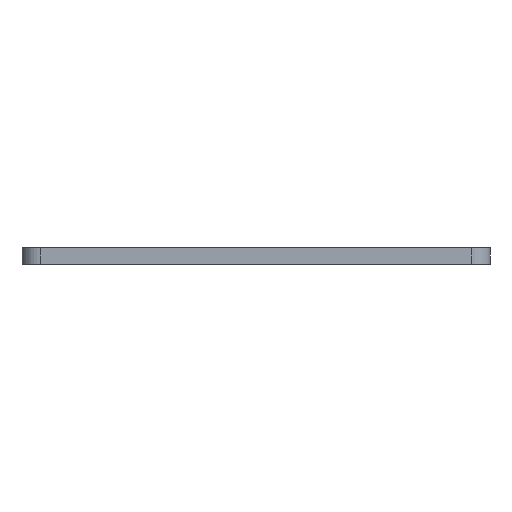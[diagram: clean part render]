
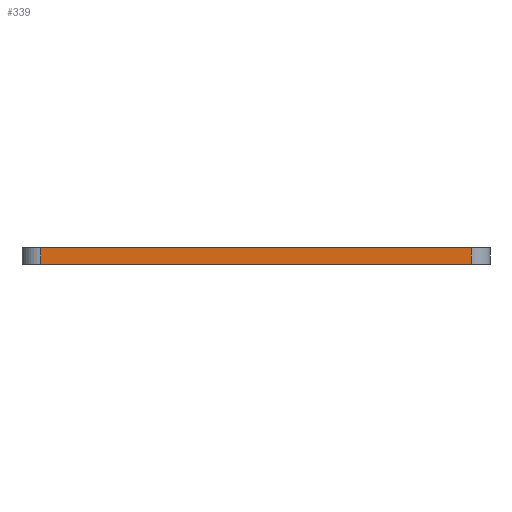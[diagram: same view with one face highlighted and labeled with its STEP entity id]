
A CAD part, front view. The second image highlights one B-rep face of the part: STEP entity #339.
In plain terms, the highlighted planar face has unit normal (0, -1, 0).
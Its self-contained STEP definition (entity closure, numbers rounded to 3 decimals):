
#15 = ORIENTED_EDGE ( 'NONE', *, *, #1223, .T. ) ;
#49 = PLANE ( 'NONE',  #519 ) ;
#70 = CARTESIAN_POINT ( 'NONE',  ( 2.54, 0., -2.286 ) ) ;
#183 = CARTESIAN_POINT ( 'NONE',  ( 2.54, 0., 0. ) ) ;
#205 = ORIENTED_EDGE ( 'NONE', *, *, #1271, .F. ) ;
#223 = VERTEX_POINT ( 'NONE', #690 ) ;
#301 = LINE ( 'NONE', #1067, #1339 ) ;
#339 = ADVANCED_FACE ( 'NONE', ( #385 ), #49, .T. ) ;
#345 = VECTOR ( 'NONE', #1285, 1000. ) ;
#385 = FACE_OUTER_BOUND ( 'NONE', #1194, .T. ) ;
#392 = DIRECTION ( 'NONE',  ( 0., 0., 1. ) ) ;
#432 = LINE ( 'NONE', #183, #345 ) ;
#515 = CARTESIAN_POINT ( 'NONE',  ( 61.46, 0., -2.286 ) ) ;
#519 = AXIS2_PLACEMENT_3D ( 'NONE', #70, #931, #813 ) ;
#657 = EDGE_CURVE ( 'NONE', #1356, #1132, #1392, .T. ) ;
#690 = CARTESIAN_POINT ( 'NONE',  ( 61.46, 0., 0. ) ) ;
#717 = CARTESIAN_POINT ( 'NONE',  ( 2.54, 0., 0. ) ) ;
#754 = LINE ( 'NONE', #1212, #1108 ) ;
#813 = DIRECTION ( 'NONE',  ( 0., 0., -1. ) ) ;
#931 = DIRECTION ( 'NONE',  ( 0., -1., 0. ) ) ;
#943 = CARTESIAN_POINT ( 'NONE',  ( 2.54, 0., -2.286 ) ) ;
#1067 = CARTESIAN_POINT ( 'NONE',  ( 61.46, 0., -2.286 ) ) ;
#1108 = VECTOR ( 'NONE', #392, 1000. ) ;
#1132 = VERTEX_POINT ( 'NONE', #515 ) ;
#1159 = DIRECTION ( 'NONE',  ( 1., 0., 0. ) ) ;
#1168 = EDGE_CURVE ( 'NONE', #1220, #223, #432, .T. ) ;
#1194 = EDGE_LOOP ( 'NONE', ( #1383, #205, #1344, #15 ) ) ;
#1212 = CARTESIAN_POINT ( 'NONE',  ( 2.54, 0., -2.286 ) ) ;
#1220 = VERTEX_POINT ( 'NONE', #717 ) ;
#1223 = EDGE_CURVE ( 'NONE', #1132, #223, #301, .T. ) ;
#1271 = EDGE_CURVE ( 'NONE', #1356, #1220, #754, .T. ) ;
#1275 = VECTOR ( 'NONE', #1159, 1000. ) ;
#1285 = DIRECTION ( 'NONE',  ( 1., 0., 0. ) ) ;
#1324 = CARTESIAN_POINT ( 'NONE',  ( 2.54, 0., -2.286 ) ) ;
#1339 = VECTOR ( 'NONE', #1414, 1000. ) ;
#1344 = ORIENTED_EDGE ( 'NONE', *, *, #657, .T. ) ;
#1356 = VERTEX_POINT ( 'NONE', #1324 ) ;
#1383 = ORIENTED_EDGE ( 'NONE', *, *, #1168, .F. ) ;
#1392 = LINE ( 'NONE', #943, #1275 ) ;
#1414 = DIRECTION ( 'NONE',  ( 0., 0., 1. ) ) ;
